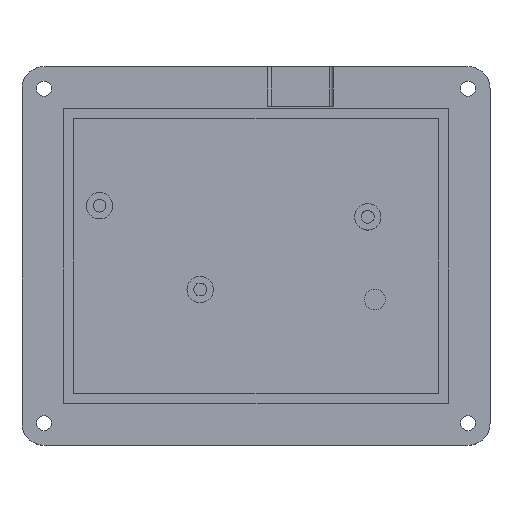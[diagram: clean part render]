
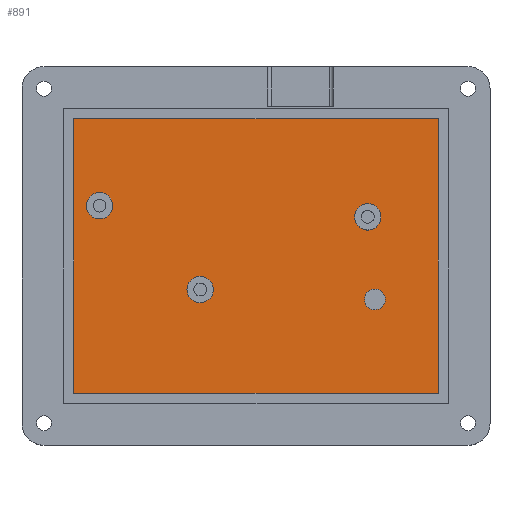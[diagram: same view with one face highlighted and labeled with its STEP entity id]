
A CAD part, top view. The second image highlights one B-rep face of the part: STEP entity #891.
In plain terms, the highlighted planar face has unit normal (0, 0, 1).
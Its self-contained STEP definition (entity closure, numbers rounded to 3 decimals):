
#21=FACE_BOUND('',#165,.T.);
#22=FACE_BOUND('',#166,.T.);
#23=FACE_BOUND('',#167,.T.);
#24=FACE_BOUND('',#168,.T.);
#55=PLANE('',#995);
#100=FACE_OUTER_BOUND('',#164,.T.);
#164=EDGE_LOOP('',(#731,#732,#733,#734));
#165=EDGE_LOOP('',(#735));
#166=EDGE_LOOP('',(#736));
#167=EDGE_LOOP('',(#737));
#168=EDGE_LOOP('',(#738));
#234=LINE('',#1454,#301);
#238=LINE('',#1462,#305);
#241=LINE('',#1468,#308);
#244=LINE('',#1473,#311);
#301=VECTOR('',#1174,10.);
#305=VECTOR('',#1180,10.);
#308=VECTOR('',#1185,10.);
#311=VECTOR('',#1190,10.);
#371=CIRCLE('',#993,3.);
#372=CIRCLE('',#996,3.);
#373=CIRCLE('',#997,2.359);
#374=CIRCLE('',#998,3.);
#430=VERTEX_POINT('',#1452);
#431=VERTEX_POINT('',#1453);
#434=VERTEX_POINT('',#1461);
#436=VERTEX_POINT('',#1467);
#448=VERTEX_POINT('',#1503);
#449=VERTEX_POINT('',#1508);
#450=VERTEX_POINT('',#1510);
#451=VERTEX_POINT('',#1512);
#528=EDGE_CURVE('',#430,#431,#234,.T.);
#532=EDGE_CURVE('',#431,#434,#238,.T.);
#535=EDGE_CURVE('',#434,#436,#241,.T.);
#538=EDGE_CURVE('',#436,#430,#244,.T.);
#554=EDGE_CURVE('',#448,#448,#371,.T.);
#555=EDGE_CURVE('',#449,#449,#372,.T.);
#556=EDGE_CURVE('',#450,#450,#373,.T.);
#557=EDGE_CURVE('',#451,#451,#374,.T.);
#731=ORIENTED_EDGE('',*,*,#528,.T.);
#732=ORIENTED_EDGE('',*,*,#532,.T.);
#733=ORIENTED_EDGE('',*,*,#535,.T.);
#734=ORIENTED_EDGE('',*,*,#538,.T.);
#735=ORIENTED_EDGE('',*,*,#555,.T.);
#736=ORIENTED_EDGE('',*,*,#556,.T.);
#737=ORIENTED_EDGE('',*,*,#557,.T.);
#738=ORIENTED_EDGE('',*,*,#554,.T.);
#891=ADVANCED_FACE('',(#100,#21,#22,#23,#24),#55,.T.);
#993=AXIS2_PLACEMENT_3D('',#1505,#1219,#1220);
#995=AXIS2_PLACEMENT_3D('',#1507,#1223,#1224);
#996=AXIS2_PLACEMENT_3D('',#1509,#1225,#1226);
#997=AXIS2_PLACEMENT_3D('',#1511,#1227,#1228);
#998=AXIS2_PLACEMENT_3D('',#1513,#1229,#1230);
#1174=DIRECTION('',(0.,-1.,0.));
#1180=DIRECTION('',(1.,0.,0.));
#1185=DIRECTION('',(0.,1.,0.));
#1190=DIRECTION('',(-1.,0.,0.));
#1219=DIRECTION('center_axis',(0.,0.,-1.));
#1220=DIRECTION('ref_axis',(-1.,0.,0.));
#1223=DIRECTION('center_axis',(0.,0.,1.));
#1224=DIRECTION('ref_axis',(1.,0.,0.));
#1225=DIRECTION('center_axis',(0.,0.,-1.));
#1226=DIRECTION('ref_axis',(-1.,0.,0.));
#1227=DIRECTION('center_axis',(0.,0.,-1.));
#1228=DIRECTION('ref_axis',(-1.,0.,0.));
#1229=DIRECTION('center_axis',(0.,0.,-1.));
#1230=DIRECTION('ref_axis',(-1.,0.,0.));
#1452=CARTESIAN_POINT('',(4.73,67.28,3.));
#1453=CARTESIAN_POINT('',(4.73,4.84,3.));
#1454=CARTESIAN_POINT('',(4.73,20.45,3.));
#1461=CARTESIAN_POINT('',(87.49,4.84,3.));
#1462=CARTESIAN_POINT('',(66.8,4.84,3.));
#1467=CARTESIAN_POINT('',(87.49,67.28,3.));
#1468=CARTESIAN_POINT('',(87.49,51.67,3.));
#1473=CARTESIAN_POINT('',(25.42,67.28,3.));
#1503=CARTESIAN_POINT('',(13.55,47.49,3.));
#1505=CARTESIAN_POINT('Origin',(10.55,47.49,3.));
#1507=CARTESIAN_POINT('Origin',(46.11,36.06,3.));
#1508=CARTESIAN_POINT('',(74.51,44.95,3.));
#1509=CARTESIAN_POINT('Origin',(71.51,44.95,3.));
#1510=CARTESIAN_POINT('',(75.47,26.18,3.));
#1511=CARTESIAN_POINT('Origin',(73.112,26.18,3.));
#1512=CARTESIAN_POINT('',(36.41,28.44,3.));
#1513=CARTESIAN_POINT('Origin',(33.41,28.44,3.));
